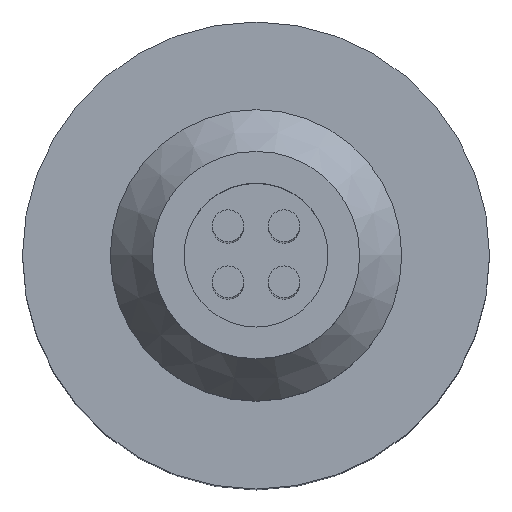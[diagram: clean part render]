
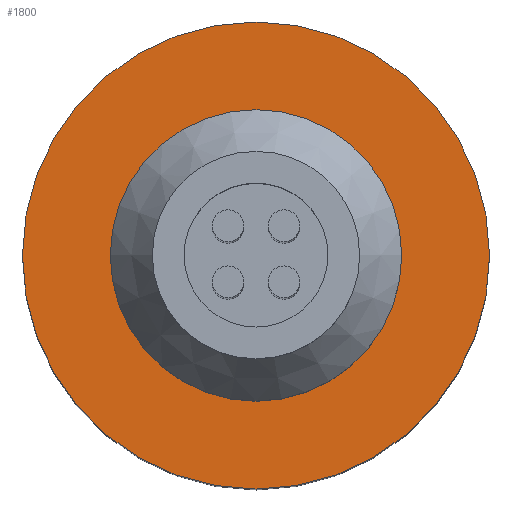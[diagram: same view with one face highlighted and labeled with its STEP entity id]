
A CAD part, top view. The second image highlights one B-rep face of the part: STEP entity #1800.
In plain terms, the highlighted planar face has unit normal (0, 0, 1).
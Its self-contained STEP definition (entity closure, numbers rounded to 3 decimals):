
#50=CIRCLE($,#1896,7.8);
#51=CIRCLE($,#1898,12.5);
#84=FACE_BOUND($,#404,.T.);
#85=FACE_BOUND($,#405,.T.);
#404=EDGE_LOOP($,(#1555));
#405=EDGE_LOOP($,(#1556));
#859=VERTEX_POINT($,#3135);
#860=VERTEX_POINT($,#3138);
#1092=EDGE_CURVE($,#859,#859,#50,.T.);
#1093=EDGE_CURVE($,#860,#860,#51,.T.);
#1555=ORIENTED_EDGE($,*,*,#1092,.T.);
#1556=ORIENTED_EDGE($,*,*,#1093,.F.);
#1614=PLANE($,#1899);
#1800=ADVANCED_FACE($,(#84,#85),#1614,.F.);
#1896=AXIS2_PLACEMENT_3D($,#3136,#2230,#2231);
#1898=AXIS2_PLACEMENT_3D($,#3139,#2234,#2235);
#1899=AXIS2_PLACEMENT_3D($,#3140,#2236,#2237);
#2230=DIRECTION('center_axis',(0.,0.,-1.));
#2231=DIRECTION('ref_axis',(-1.,0.,0.));
#2234=DIRECTION('center_axis',(0.,0.,-1.));
#2235=DIRECTION('ref_axis',(-1.,0.,0.));
#2236=DIRECTION('center_axis',(0.,0.,-1.));
#2237=DIRECTION('ref_axis',(-1.,0.,0.));
#3135=CARTESIAN_POINT('',(7.8,0.,28.));
#3136=CARTESIAN_POINT('Origin',(0.,0.,28.));
#3138=CARTESIAN_POINT('',(12.5,0.,28.));
#3139=CARTESIAN_POINT('Origin',(0.,0.,28.));
#3140=CARTESIAN_POINT('Origin',(0.,0.,28.));
